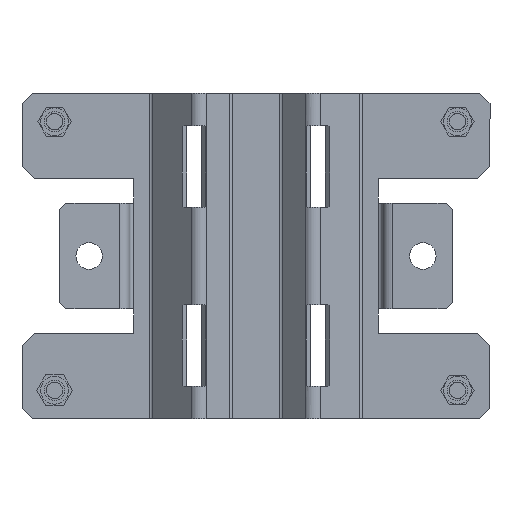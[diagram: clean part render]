
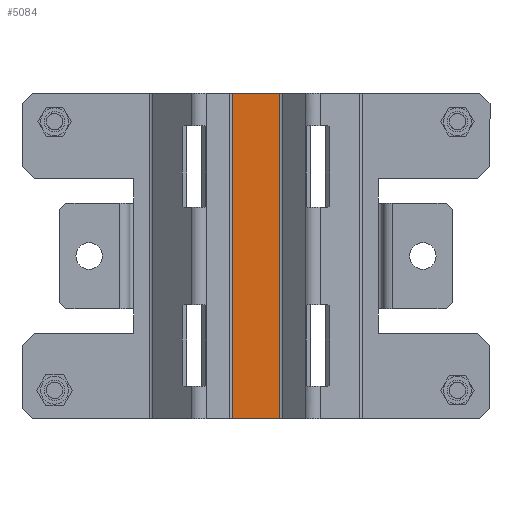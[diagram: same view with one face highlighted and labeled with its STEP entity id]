
A CAD part, front view. The second image highlights one B-rep face of the part: STEP entity #5084.
In plain terms, the highlighted planar face has unit normal (0, -1, 0).
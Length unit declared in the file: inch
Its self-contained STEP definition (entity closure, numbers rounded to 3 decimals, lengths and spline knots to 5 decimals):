
#191 = LINE ( 'NONE', #5703, #6695 ) ;
#201 = DIRECTION ( 'NONE',  ( 0., 0., -1. ) ) ;
#262 = CARTESIAN_POINT ( 'NONE',  ( 1.64665, -0.15748, -1.5748 ) ) ;
#539 = LINE ( 'NONE', #6757, #1362 ) ;
#725 = CARTESIAN_POINT ( 'NONE',  ( -0.23032, -0.15748, 1.5748 ) ) ;
#810 = ORIENTED_EDGE ( 'NONE', *, *, #6780, .T. ) ;
#1012 = LINE ( 'NONE', #262, #1848 ) ;
#1097 = EDGE_CURVE ( 'NONE', #5372, #7190, #1012, .T. ) ;
#1131 = DIRECTION ( 'NONE',  ( 0., 0., 1. ) ) ;
#1191 = ORIENTED_EDGE ( 'NONE', *, *, #4046, .T. ) ;
#1362 = VECTOR ( 'NONE', #3411, 39.37008 ) ;
#1534 = CARTESIAN_POINT ( 'NONE',  ( -0.23032, -0.15748, 1.5748 ) ) ;
#1763 = CARTESIAN_POINT ( 'NONE',  ( 1.64665, -0.15748, 1.5748 ) ) ;
#1848 = VECTOR ( 'NONE', #6647, 39.37008 ) ;
#1980 = DIRECTION ( 'NONE',  ( 0., -1., 0. ) ) ;
#2459 = EDGE_LOOP ( 'NONE', ( #6641, #5969, #1191, #810 ) ) ;
#2695 = CARTESIAN_POINT ( 'NONE',  ( 0.23032, -0.15748, 1.5748 ) ) ;
#3012 = FACE_OUTER_BOUND ( 'NONE', #2459, .T. ) ;
#3022 = LINE ( 'NONE', #1763, #4238 ) ;
#3411 = DIRECTION ( 'NONE',  ( 0., 0., -1. ) ) ;
#4046 = EDGE_CURVE ( 'NONE', #5372, #6461, #191, .T. ) ;
#4238 = VECTOR ( 'NONE', #5769, 39.37008 ) ;
#4664 = VERTEX_POINT ( 'NONE', #1534 ) ;
#5084 = ADVANCED_FACE ( 'NONE', ( #3012 ), #5327, .T. ) ;
#5112 = AXIS2_PLACEMENT_3D ( 'NONE', #725, #1980, #201 ) ;
#5327 = PLANE ( 'NONE',  #5112 ) ;
#5341 = EDGE_CURVE ( 'NONE', #4664, #7190, #539, .T. ) ;
#5372 = VERTEX_POINT ( 'NONE', #6253 ) ;
#5703 = CARTESIAN_POINT ( 'NONE',  ( 0.23032, -0.15748, 1.5748 ) ) ;
#5769 = DIRECTION ( 'NONE',  ( -1., 0., 0. ) ) ;
#5969 = ORIENTED_EDGE ( 'NONE', *, *, #1097, .F. ) ;
#6253 = CARTESIAN_POINT ( 'NONE',  ( 0.23032, -0.15748, -1.5748 ) ) ;
#6461 = VERTEX_POINT ( 'NONE', #2695 ) ;
#6637 = CARTESIAN_POINT ( 'NONE',  ( -0.23032, -0.15748, -1.5748 ) ) ;
#6641 = ORIENTED_EDGE ( 'NONE', *, *, #5341, .T. ) ;
#6647 = DIRECTION ( 'NONE',  ( -1., 0., 0. ) ) ;
#6695 = VECTOR ( 'NONE', #1131, 39.37008 ) ;
#6757 = CARTESIAN_POINT ( 'NONE',  ( -0.23032, -0.15748, 1.5748 ) ) ;
#6780 = EDGE_CURVE ( 'NONE', #6461, #4664, #3022, .T. ) ;
#7190 = VERTEX_POINT ( 'NONE', #6637 ) ;
